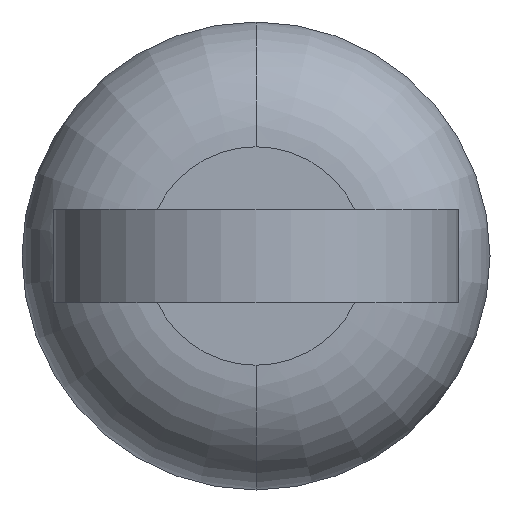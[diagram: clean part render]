
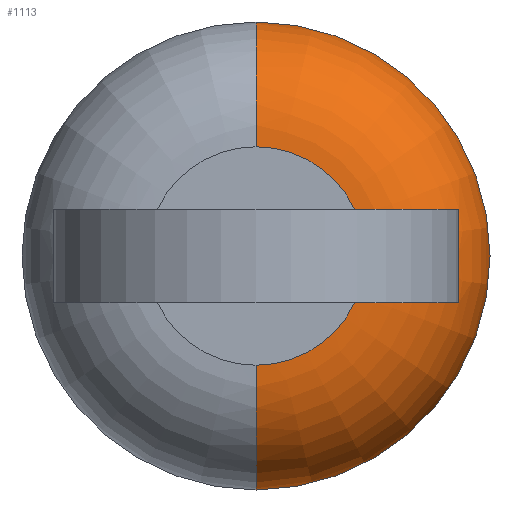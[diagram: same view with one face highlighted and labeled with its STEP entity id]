
A CAD part, front view. The second image highlights one B-rep face of the part: STEP entity #1113.
In plain terms, the highlighted toroidal (fillet/blend) face has major radius 3.5 mm and minor radius 4 mm.
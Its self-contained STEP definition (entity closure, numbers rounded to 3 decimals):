
#7 = B_SPLINE_CURVE_WITH_KNOTS ( 'NONE', 3,
 ( #152, #153, #154, #155, #156, #157, #158, #159, #160, #161, #162, #163 ),
 .UNSPECIFIED., .F., .F.,
 ( 4, 2, 2, 2, 2, 4 ),
 ( 0., 0.001, 0.001, 0.002, 0.003, 0.004 ),
 .UNSPECIFIED. ) ;
#8 = B_SPLINE_CURVE_WITH_KNOTS ( 'NONE', 3,
 ( #144, #145, #146, #147, #148, #149, #150, #151 ),
 .UNSPECIFIED., .F., .F.,
 ( 4, 2, 2, 4 ),
 ( 0., 0.002, 0.002, 0.003 ),
 .UNSPECIFIED. ) ;
#9 = B_SPLINE_CURVE_WITH_KNOTS ( 'NONE', 3,
 ( #167, #168, #169, #170, #171, #172, #173, #174, #175, #176 ),
 .UNSPECIFIED., .F., .F.,
 ( 4, 2, 2, 2, 4 ),
 ( 0., 0.001, 0.002, 0.003, 0.004 ),
 .UNSPECIFIED. ) ;
#35 = CIRCLE ( 'NONE', #41, 3.5 ) ;
#38 = CIRCLE ( 'NONE', #43, 4. ) ;
#41 = AXIS2_PLACEMENT_3D ( 'NONE', #335, #565, #334 ) ;
#42 = CIRCLE ( 'NONE', #47, 4. ) ;
#43 = AXIS2_PLACEMENT_3D ( 'NONE', #333, #332, #584 ) ;
#44 = CIRCLE ( 'NONE', #45, 7.5 ) ;
#45 = AXIS2_PLACEMENT_3D ( 'NONE', #572, #331, #585 ) ;
#47 = AXIS2_PLACEMENT_3D ( 'NONE', #330, #575, #348 ) ;
#48 = CIRCLE ( 'NONE', #49, 3.5 ) ;
#49 = AXIS2_PLACEMENT_3D ( 'NONE', #357, #594, #363 ) ;
#54 = TOROIDAL_SURFACE ( 'NONE', #58, 3.5, 4. ) ;
#58 = AXIS2_PLACEMENT_3D ( 'NONE', #177, #178, #179 ) ;
#144 = CARTESIAN_POINT ( 'NONE',  ( 6.5, 13.562, -1.5 ) ) ;
#145 = CARTESIAN_POINT ( 'NONE',  ( 6.5, 13.418, -1.009 ) ) ;
#146 = CARTESIAN_POINT ( 'NONE',  ( 6.5, 13.355, -0.51 ) ) ;
#147 = CARTESIAN_POINT ( 'NONE',  ( 6.5, 13.354, 0.246 ) ) ;
#148 = CARTESIAN_POINT ( 'NONE',  ( 6.5, 13.37, 0.501 ) ) ;
#149 = CARTESIAN_POINT ( 'NONE',  ( 6.5, 13.438, 1.006 ) ) ;
#150 = CARTESIAN_POINT ( 'NONE',  ( 6.5, 13.49, 1.255 ) ) ;
#151 = CARTESIAN_POINT ( 'NONE',  ( 6.5, 13.562, 1.5 ) ) ;
#152 = CARTESIAN_POINT ( 'NONE',  ( 3.162, 12., -1.5 ) ) ;
#153 = CARTESIAN_POINT ( 'NONE',  ( 3.483, 12., -1.5 ) ) ;
#154 = CARTESIAN_POINT ( 'NONE',  ( 3.798, 12.031, -1.5 ) ) ;
#155 = CARTESIAN_POINT ( 'NONE',  ( 4.262, 12.129, -1.5 ) ) ;
#156 = CARTESIAN_POINT ( 'NONE',  ( 4.415, 12.17, -1.5 ) ) ;
#157 = CARTESIAN_POINT ( 'NONE',  ( 4.718, 12.269, -1.5 ) ) ;
#158 = CARTESIAN_POINT ( 'NONE',  ( 4.868, 12.328, -1.5 ) ) ;
#159 = CARTESIAN_POINT ( 'NONE',  ( 5.3, 12.527, -1.5 ) ) ;
#160 = CARTESIAN_POINT ( 'NONE',  ( 5.57, 12.69, -1.5 ) ) ;
#161 = CARTESIAN_POINT ( 'NONE',  ( 6.072, 13.082, -1.5 ) ) ;
#162 = CARTESIAN_POINT ( 'NONE',  ( 6.301, 13.31, -1.5 ) ) ;
#163 = CARTESIAN_POINT ( 'NONE',  ( 6.5, 13.562, -1.5 ) ) ;
#167 = CARTESIAN_POINT ( 'NONE',  ( 6.5, 13.562, 1.5 ) ) ;
#168 = CARTESIAN_POINT ( 'NONE',  ( 6.301, 13.31, 1.5 ) ) ;
#169 = CARTESIAN_POINT ( 'NONE',  ( 6.077, 13.087, 1.5 ) ) ;
#170 = CARTESIAN_POINT ( 'NONE',  ( 5.578, 12.696, 1.5 ) ) ;
#171 = CARTESIAN_POINT ( 'NONE',  ( 5.302, 12.528, 1.5 ) ) ;
#172 = CARTESIAN_POINT ( 'NONE',  ( 4.727, 12.263, 1.5 ) ) ;
#173 = CARTESIAN_POINT ( 'NONE',  ( 4.424, 12.163, 1.5 ) ) ;
#174 = CARTESIAN_POINT ( 'NONE',  ( 3.799, 12.031, 1.5 ) ) ;
#175 = CARTESIAN_POINT ( 'NONE',  ( 3.482, 12., 1.5 ) ) ;
#176 = CARTESIAN_POINT ( 'NONE',  ( 3.162, 12., 1.5 ) ) ;
#177 = CARTESIAN_POINT ( 'NONE',  ( 0., 16., 0. ) ) ;
#178 = DIRECTION ( 'NONE',  ( 0., 1., 0. ) ) ;
#179 = DIRECTION ( 'NONE',  ( 0., 0., 1. ) ) ;
#199 = CARTESIAN_POINT ( 'NONE',  ( 6.5, 13.562, -1.5 ) ) ;
#201 = CARTESIAN_POINT ( 'NONE',  ( 3.162, 12., -1.5 ) ) ;
#202 = CARTESIAN_POINT ( 'NONE',  ( 0., 12., 3.5 ) ) ;
#206 = CARTESIAN_POINT ( 'NONE',  ( 0., 16., 7.5 ) ) ;
#207 = CARTESIAN_POINT ( 'NONE',  ( 0., 16., -7.5 ) ) ;
#213 = CARTESIAN_POINT ( 'NONE',  ( 6.5, 13.562, 1.5 ) ) ;
#217 = CARTESIAN_POINT ( 'NONE',  ( 0., 12., -3.5 ) ) ;
#218 = CARTESIAN_POINT ( 'NONE',  ( 3.162, 12., 1.5 ) ) ;
#330 = CARTESIAN_POINT ( 'NONE',  ( 0., 16., 3.5 ) ) ;
#331 = DIRECTION ( 'NONE',  ( 0., 1., 0. ) ) ;
#332 = DIRECTION ( 'NONE',  ( 1., 0., 0. ) ) ;
#333 = CARTESIAN_POINT ( 'NONE',  ( 0., 16., -3.5 ) ) ;
#334 = DIRECTION ( 'NONE',  ( 0., 0., 1. ) ) ;
#335 = CARTESIAN_POINT ( 'NONE',  ( 0., 12., 0. ) ) ;
#348 = DIRECTION ( 'NONE',  ( 0., 0., 1. ) ) ;
#357 = CARTESIAN_POINT ( 'NONE',  ( 0., 12., 0. ) ) ;
#363 = DIRECTION ( 'NONE',  ( 0., 0., 1. ) ) ;
#565 = DIRECTION ( 'NONE',  ( 0., -1., 0. ) ) ;
#572 = CARTESIAN_POINT ( 'NONE',  ( 0., 16., 0. ) ) ;
#575 = DIRECTION ( 'NONE',  ( -1., 0., 0. ) ) ;
#584 = DIRECTION ( 'NONE',  ( 0., 0., -1. ) ) ;
#585 = DIRECTION ( 'NONE',  ( 0., 0., 1. ) ) ;
#594 = DIRECTION ( 'NONE',  ( 0., -1., 0. ) ) ;
#727 = ORIENTED_EDGE ( 'NONE', *, *, #1102, .T. ) ;
#728 = ORIENTED_EDGE ( 'NONE', *, *, #1112, .F. ) ;
#745 = ORIENTED_EDGE ( 'NONE', *, *, #1105, .F. ) ;
#757 = ORIENTED_EDGE ( 'NONE', *, *, #1103, .F. ) ;
#758 = ORIENTED_EDGE ( 'NONE', *, *, #1101, .F. ) ;
#760 = ORIENTED_EDGE ( 'NONE', *, *, #1104, .F. ) ;
#835 = EDGE_LOOP ( 'NONE', ( #758, #727, #757, #760, #745, #728, #868, #854 ) ) ;
#854 = ORIENTED_EDGE ( 'NONE', *, *, #1110, .F. ) ;
#868 = ORIENTED_EDGE ( 'NONE', *, *, #1109, .F. ) ;
#935 = FACE_OUTER_BOUND ( 'NONE', #835, .T. ) ;
#1101 = EDGE_CURVE ( 'NONE', #1224, #1208, #35, .T. ) ;
#1102 = EDGE_CURVE ( 'NONE', #1224, #1214, #38, .T. ) ;
#1103 = EDGE_CURVE ( 'NONE', #1213, #1214, #44, .T. ) ;
#1104 = EDGE_CURVE ( 'NONE', #1209, #1213, #42, .T. ) ;
#1105 = EDGE_CURVE ( 'NONE', #1225, #1209, #48, .T. ) ;
#1109 = EDGE_CURVE ( 'NONE', #1206, #1220, #8, .T. ) ;
#1110 = EDGE_CURVE ( 'NONE', #1208, #1206, #7, .T. ) ;
#1112 = EDGE_CURVE ( 'NONE', #1220, #1225, #9, .T. ) ;
#1113 = ADVANCED_FACE ( 'NONE', ( #935 ), #54, .T. ) ;
#1206 = VERTEX_POINT ( 'NONE', #199 ) ;
#1208 = VERTEX_POINT ( 'NONE', #201 ) ;
#1209 = VERTEX_POINT ( 'NONE', #202 ) ;
#1213 = VERTEX_POINT ( 'NONE', #206 ) ;
#1214 = VERTEX_POINT ( 'NONE', #207 ) ;
#1220 = VERTEX_POINT ( 'NONE', #213 ) ;
#1224 = VERTEX_POINT ( 'NONE', #217 ) ;
#1225 = VERTEX_POINT ( 'NONE', #218 ) ;
